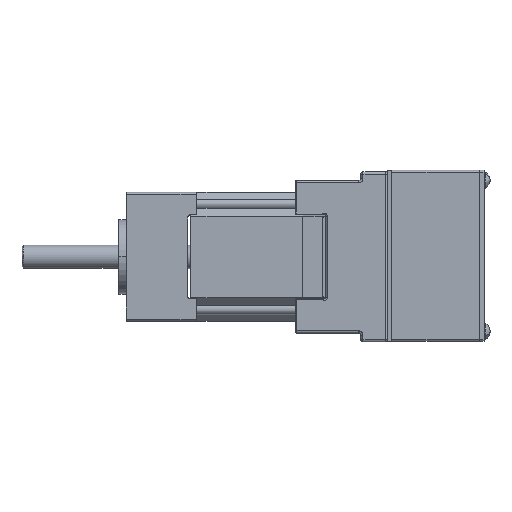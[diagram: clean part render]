
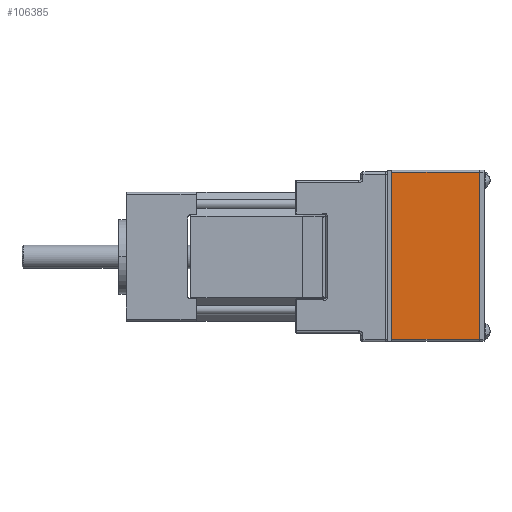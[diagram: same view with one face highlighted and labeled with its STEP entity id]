
A CAD part, left-side view. The second image highlights one B-rep face of the part: STEP entity #106385.
In plain terms, the highlighted face is planar.
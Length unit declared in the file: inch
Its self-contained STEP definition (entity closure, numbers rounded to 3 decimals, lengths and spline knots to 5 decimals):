
#102 = VERTEX_POINT ( 'NONE', #27728 ) ;
#2986 = DIRECTION ( 'NONE',  ( 0., 0., 1. ) ) ;
#9117 = VECTOR ( 'NONE', #21376, 39.37008 ) ;
#11835 = ORIENTED_EDGE ( 'NONE', *, *, #89437, .F. ) ;
#12085 = LINE ( 'NONE', #68456, #9117 ) ;
#15227 = VECTOR ( 'NONE', #73696, 39.37008 ) ;
#18761 = ORIENTED_EDGE ( 'NONE', *, *, #26276, .F. ) ;
#21376 = DIRECTION ( 'NONE',  ( -1., 0., 0. ) ) ;
#26276 = EDGE_CURVE ( 'NONE', #42763, #86410, #46289, .T. ) ;
#27728 = CARTESIAN_POINT ( 'NONE',  ( 1.1202, 0.86614, 1.242 ) ) ;
#31344 = PLANE ( 'NONE',  #120861 ) ;
#38275 = FACE_OUTER_BOUND ( 'NONE', #71566, .T. ) ;
#40878 = DIRECTION ( 'NONE',  ( 0., 0., -1. ) ) ;
#42763 = VERTEX_POINT ( 'NONE', #95264 ) ;
#46053 = VERTEX_POINT ( 'NONE', #54693 ) ;
#46289 = LINE ( 'NONE', #64200, #15227 ) ;
#54693 = CARTESIAN_POINT ( 'NONE',  ( -1.1198, 0.86614, 1.242 ) ) ;
#54906 = CARTESIAN_POINT ( 'NONE',  ( 1.1202, 0.86614, 0.062 ) ) ;
#60496 = LINE ( 'NONE', #116158, #82622 ) ;
#61893 = LINE ( 'NONE', #112378, #81078 ) ;
#64200 = CARTESIAN_POINT ( 'NONE',  ( 1.1202, 0.86614, 0.062 ) ) ;
#65322 = DIRECTION ( 'NONE',  ( 0., 0., -1. ) ) ;
#68456 = CARTESIAN_POINT ( 'NONE',  ( 1.1202, 0.86614, 1.242 ) ) ;
#71566 = EDGE_LOOP ( 'NONE', ( #90652, #11835, #18761, #83444 ) ) ;
#73696 = DIRECTION ( 'NONE',  ( 1., 0., 0. ) ) ;
#78504 = CARTESIAN_POINT ( 'NONE',  ( 1.1202, 0.86614, 1.242 ) ) ;
#81078 = VECTOR ( 'NONE', #65322, 39.37008 ) ;
#82622 = VECTOR ( 'NONE', #2986, 39.37008 ) ;
#83444 = ORIENTED_EDGE ( 'NONE', *, *, #111959, .F. ) ;
#86410 = VERTEX_POINT ( 'NONE', #54906 ) ;
#89437 = EDGE_CURVE ( 'NONE', #86410, #102, #60496, .T. ) ;
#90652 = ORIENTED_EDGE ( 'NONE', *, *, #109992, .F. ) ;
#95264 = CARTESIAN_POINT ( 'NONE',  ( -1.1198, 0.86614, 0.062 ) ) ;
#97450 = DIRECTION ( 'NONE',  ( 0., -1., 0. ) ) ;
#106385 = ADVANCED_FACE ( 'NONE', ( #38275 ), #31344, .F. ) ;
#109992 = EDGE_CURVE ( 'NONE', #102, #46053, #12085, .T. ) ;
#111959 = EDGE_CURVE ( 'NONE', #46053, #42763, #61893, .T. ) ;
#112378 = CARTESIAN_POINT ( 'NONE',  ( -1.1198, 0.86614, 1.242 ) ) ;
#116158 = CARTESIAN_POINT ( 'NONE',  ( 1.1202, 0.86614, 1.242 ) ) ;
#120861 = AXIS2_PLACEMENT_3D ( 'NONE', #78504, #97450, #40878 ) ;
